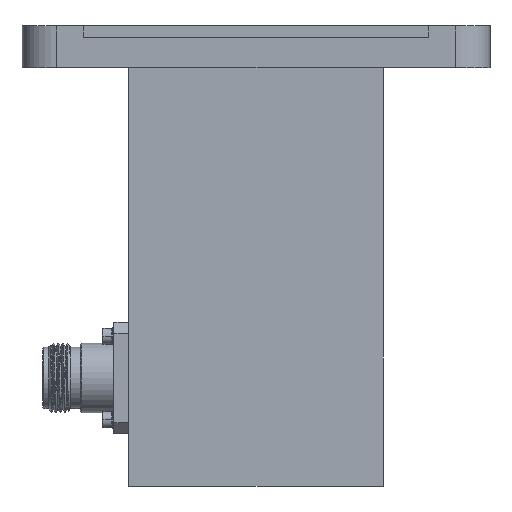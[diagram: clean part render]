
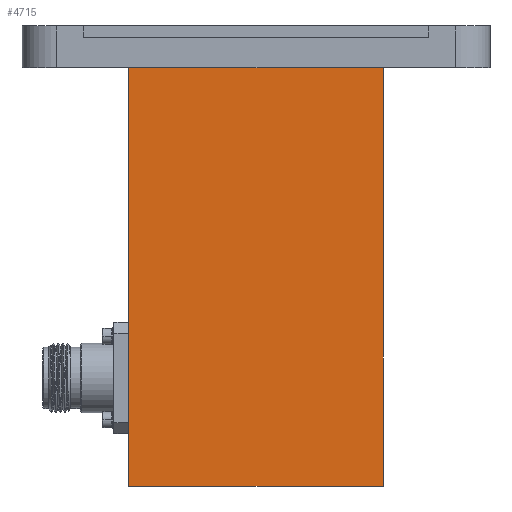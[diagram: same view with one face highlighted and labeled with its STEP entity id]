
A CAD part, left-side view. The second image highlights one B-rep face of the part: STEP entity #4715.
In plain terms, the highlighted planar face has unit normal (-1, 0, 0).
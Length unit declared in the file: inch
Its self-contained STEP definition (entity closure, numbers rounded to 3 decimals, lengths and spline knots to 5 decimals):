
#380 = EDGE_LOOP ( 'NONE', ( #2494, #1797, #1324, #6412 ) ) ;
#673 = LINE ( 'NONE', #7110, #7095 ) ;
#685 = VECTOR ( 'NONE', #3881, 39.37008 ) ;
#852 = CARTESIAN_POINT ( 'NONE',  ( -2.215, -1.14, -0.375 ) ) ;
#1194 = CARTESIAN_POINT ( 'NONE',  ( -2.215, 1.14, -0.375 ) ) ;
#1218 = VECTOR ( 'NONE', #3561, 39.37008 ) ;
#1269 = FACE_OUTER_BOUND ( 'NONE', #380, .T. ) ;
#1272 = VERTEX_POINT ( 'NONE', #1194 ) ;
#1324 = ORIENTED_EDGE ( 'NONE', *, *, #2615, .F. ) ;
#1682 = DIRECTION ( 'NONE',  ( 0., 0., 1. ) ) ;
#1797 = ORIENTED_EDGE ( 'NONE', *, *, #4220, .T. ) ;
#2195 = VERTEX_POINT ( 'NONE', #2881 ) ;
#2302 = CARTESIAN_POINT ( 'NONE',  ( -2.215, 0., -0.375 ) ) ;
#2331 = LINE ( 'NONE', #2636, #685 ) ;
#2494 = ORIENTED_EDGE ( 'NONE', *, *, #6918, .T. ) ;
#2615 = EDGE_CURVE ( 'NONE', #6253, #1272, #673, .T. ) ;
#2636 = CARTESIAN_POINT ( 'NONE',  ( -2.215, -1.14, -4.12 ) ) ;
#2881 = CARTESIAN_POINT ( 'NONE',  ( -2.215, -1.14, -4.12 ) ) ;
#3073 = LINE ( 'NONE', #2302, #1218 ) ;
#3167 = EDGE_CURVE ( 'NONE', #6253, #2195, #2331, .T. ) ;
#3469 = CARTESIAN_POINT ( 'NONE',  ( -2.215, 1.14, -4.12 ) ) ;
#3525 = DIRECTION ( 'NONE',  ( 0., 0., 1. ) ) ;
#3561 = DIRECTION ( 'NONE',  ( 0., 1., 0. ) ) ;
#3881 = DIRECTION ( 'NONE',  ( 0., -1., 0. ) ) ;
#3889 = LINE ( 'NONE', #7000, #6911 ) ;
#4206 = DIRECTION ( 'NONE',  ( -1., 0., 0. ) ) ;
#4220 = EDGE_CURVE ( 'NONE', #5809, #1272, #3073, .T. ) ;
#4715 = ADVANCED_FACE ( 'NONE', ( #1269 ), #7270, .T. ) ;
#5809 = VERTEX_POINT ( 'NONE', #852 ) ;
#6253 = VERTEX_POINT ( 'NONE', #3469 ) ;
#6412 = ORIENTED_EDGE ( 'NONE', *, *, #3167, .T. ) ;
#6911 = VECTOR ( 'NONE', #7608, 39.37008 ) ;
#6918 = EDGE_CURVE ( 'NONE', #2195, #5809, #3889, .T. ) ;
#7000 = CARTESIAN_POINT ( 'NONE',  ( -2.215, -1.14, -4.12 ) ) ;
#7095 = VECTOR ( 'NONE', #1682, 39.37008 ) ;
#7110 = CARTESIAN_POINT ( 'NONE',  ( -2.215, 1.14, -4.12 ) ) ;
#7166 = CARTESIAN_POINT ( 'NONE',  ( -2.215, -1.14, -4.12 ) ) ;
#7270 = PLANE ( 'NONE',  #7797 ) ;
#7608 = DIRECTION ( 'NONE',  ( 0., 0., 1. ) ) ;
#7797 = AXIS2_PLACEMENT_3D ( 'NONE', #7166, #4206, #3525 ) ;
